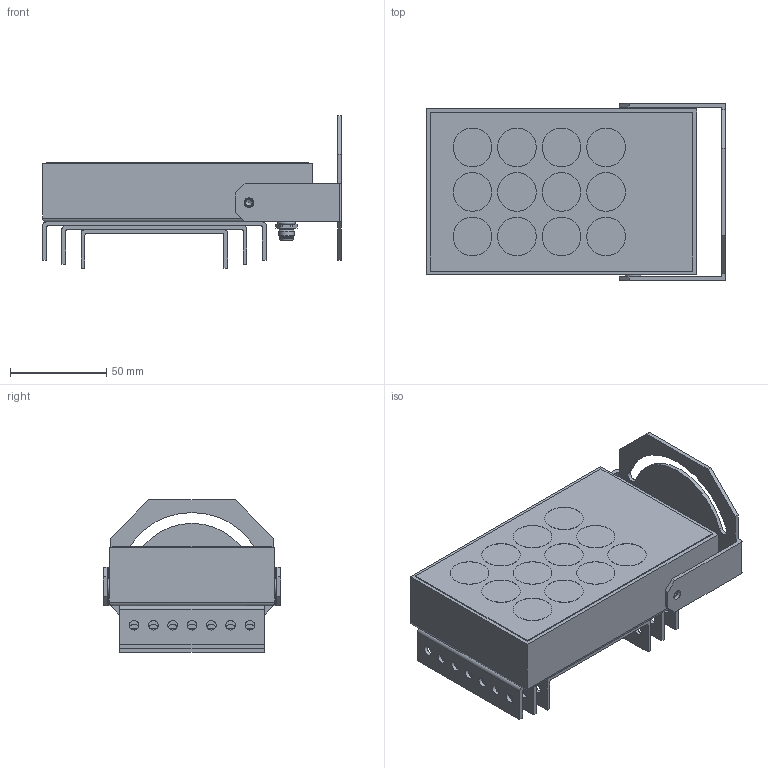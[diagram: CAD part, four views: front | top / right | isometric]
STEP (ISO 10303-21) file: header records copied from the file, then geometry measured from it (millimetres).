
FILE_DESCRIPTION(/* description */ (''),/* implementation_level */ '2;1');
FILE_NAME(/* name */ 'HLED12-MS',/* time_stamp */ '2017-10-19T09:13:07+02:00',/* author */ (''),/* organization */ (''),/* preprocessor_version */ 'ST-DEVELOPER v15.7',/* originating_system */ 'HiCAD 2015 2002.1 Build 408',/* authorisation */ '');
FILE_SCHEMA (('AUTOMOTIVE_DESIGN { 1 0 10303 214 1 1 1 1 }'));
Length unit declared in the file: millimetre
Products named in the file (8): Root; Baugruppe_Xled-2-VD; QUADER_0; 09-3391-00-04; QUADER_1; QUADER_2
Assembly tree (7 placements, depth 3):
  Root
    Baugruppe_Xled-2-VD
      QUADER_0
      09-3391-00-04
      QUADER_1
      QUADER_1
      QUADER_1
      QUADER_2
Bounding box: 155 x 92 x 79 mm (x, y, z)
Volume: 444091.1 mm3; surface area: 115633.5 mm2
Topology: 6 solids, 6 shells, 208 faces, 567 edges, 388 vertices
Faces by surface type: cylinder 104, plane 93, cone 6, sphere 4, torus 1
Full cylindrical faces by diameter (mm): 1 x4, 3.3 x2, 4 x2, 4.3 x1, 5 x44, 5.8 x1, 6.4 x1, 6.8 x3, 7.2 x1, 8 x3, 20 x12
Entity records: 10318 total; most frequent: DIRECTION 1066, CARTESIAN_POINT 966, PRESENTATION_STYLE_ASSIGNMENT 855, OVER_RIDING_STYLED_ITEM 849, COLOUR_RGB 837, DRAUGHTING_PRE_DEFINED_CURVE_FONT 832, CURVE_STYLE 832, ORIENTED_EDGE 832
